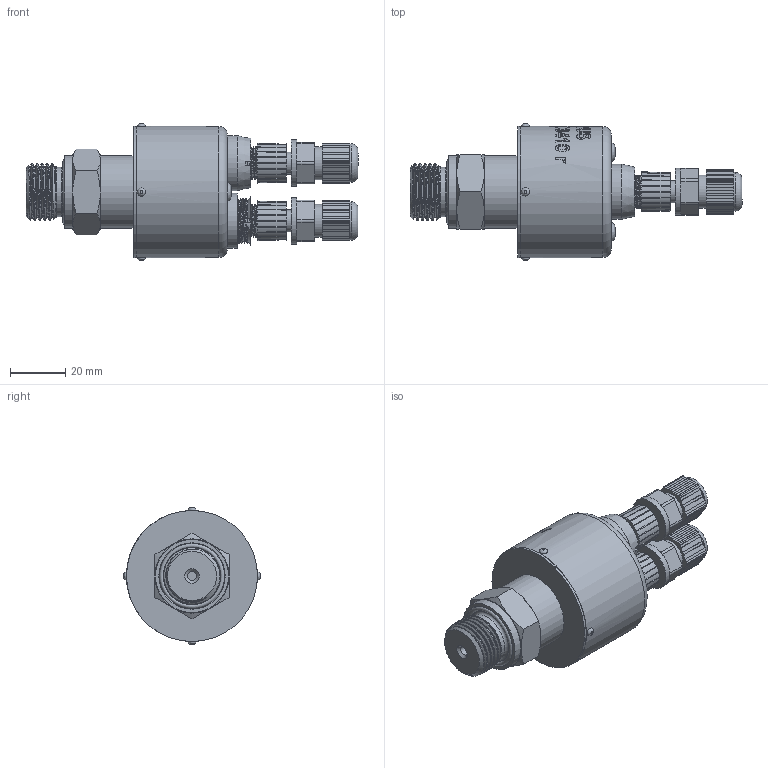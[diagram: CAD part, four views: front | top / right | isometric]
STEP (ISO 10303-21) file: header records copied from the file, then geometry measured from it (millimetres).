
FILE_DESCRIPTION(/* description */ (''),/* implementation_level */ '2;1');
FILE_NAME(/* name */ 'ASZ3410r_G1''2DIN_M12x1-straight.step',/* time_stamp */ '2021-07-16T14:13:57+03:00',/* author */ (''),/* organization */ (''),/* preprocessor_version */ 'ST-DEVELOPER v18.1',/* originating_system */ 'Autodesk Translation Framework v10.9.0.1377',/* authorisation */ '');
FILE_SCHEMA (('AUTOMOTIVE_DESIGN { 1 0 10303 214 3 1 1 }'));
Products named in the file (6): ASZ 3420(3410) r - filled; G1/2 DIN; shell; M12x1 male v16; M12x1 male 2; M12x1 female straight v9
Assembly tree (6 placements, depth 2):
  ASZ 3420(3410) r - filled
    G1/2 DIN
    shell
    M12x1 male v16
    M12x1 male 2
    M12x1 female straight v9  x2
Bounding box: 120.64 x 49.6 x 49.6 mm (x, y, z)
Volume: 94956.7 mm3; surface area: 29459.8 mm2
Topology: 31 solids, 31 shells, 1413 faces, 3832 edges, 2533 vertices
Faces by surface type: plane 539, bspline 534, cylinder 240, cone 83, torus 17
Full cylindrical faces by diameter (mm): 1 x25, 1.5 x8, 2 x4, 2.2 x4, 3.3 x1, 7.13 x2, 7.3 x2, 8 x6, 8.2 x2, 10.293 x2, 10.6 x4, 10.741 x8, 11.884 x6, 12 x2, 13 x2, 14 x2, 15.036 x8, 16.152 x10, 17 x2, 18 x1, 18.631 x4, 20 x2, 20.5 x1, 23 x1, 23.7 x1, 26.5 x3, 46 x1, 47.62 x1, 47.625 x1
Entity records: 61390 total; most frequent: CARTESIAN_POINT 34509, ORIENTED_EDGE 6558, DIRECTION 3760, EDGE_CURVE 3279, VERTEX_POINT 2170, LINE 1442, VECTOR 1442, B_SPLINE_CURVE_WITH_KNOTS 1327
